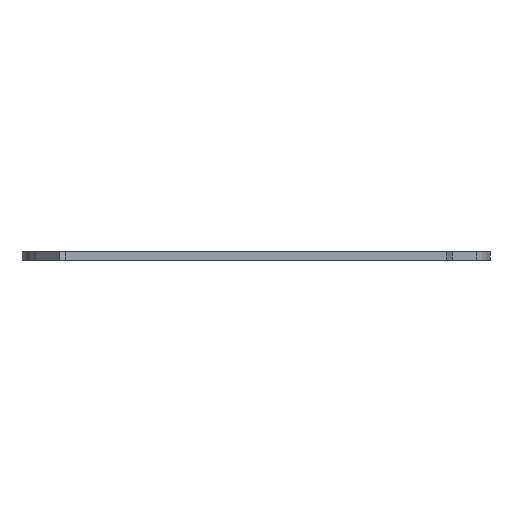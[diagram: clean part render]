
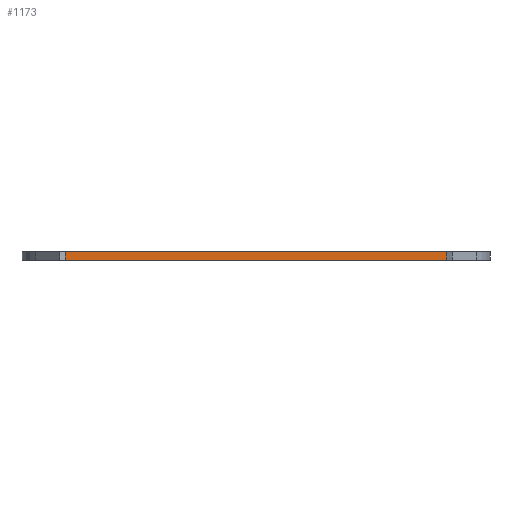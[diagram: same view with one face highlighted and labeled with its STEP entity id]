
A CAD part, front view. The second image highlights one B-rep face of the part: STEP entity #1173.
In plain terms, the highlighted planar face has unit normal (0, -1, 0).
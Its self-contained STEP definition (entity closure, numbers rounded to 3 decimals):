
#213=CARTESIAN_POINT('',(37.547,-107.144,-6.65));
#214=VERTEX_POINT('',#213);
#224=CARTESIAN_POINT('',(37.547,-107.144,-8.25));
#225=VERTEX_POINT('',#224);
#226=CARTESIAN_POINT('',(37.547,-107.144,-8.25));
#227=DIRECTION('',(0.0,0.0,1.0));
#228=VECTOR('',#227,1.6);
#229=LINE('',#226,#228);
#230=EDGE_CURVE('',#225,#214,#229,.T.);
#744=CARTESIAN_POINT('',(-37.547,-107.144,-6.65));
#745=VERTEX_POINT('',#744);
#763=CARTESIAN_POINT('',(-37.547,-107.144,-8.25));
#764=VERTEX_POINT('',#763);
#772=CARTESIAN_POINT('',(-37.547,-107.144,-8.25));
#773=DIRECTION('',(0.0,0.0,1.0));
#774=VECTOR('',#773,1.6);
#775=LINE('',#772,#774);
#776=EDGE_CURVE('',#764,#745,#775,.T.);
#1152=CARTESIAN_POINT('',(0.,-107.144,-8.25));
#1153=DIRECTION('',(0.,-1.0,0.0));
#1154=DIRECTION('',(0.0,0.0,-1.0));
#1155=AXIS2_PLACEMENT_3D('',#1152,#1153,#1154);
#1156=PLANE('',#1155);
#1157=CARTESIAN_POINT('',(37.547,-107.144,-6.65));
#1158=DIRECTION('',(-1.0,0.,0.0));
#1159=VECTOR('',#1158,75.093);
#1160=LINE('',#1157,#1159);
#1161=EDGE_CURVE('',#214,#745,#1160,.T.);
#1162=ORIENTED_EDGE('',*,*,#1161,.T.);
#1163=ORIENTED_EDGE('',*,*,#776,.F.);
#1164=CARTESIAN_POINT('',(37.547,-107.144,-8.25));
#1165=DIRECTION('',(-1.0,0.,0.0));
#1166=VECTOR('',#1165,75.093);
#1167=LINE('',#1164,#1166);
#1168=EDGE_CURVE('',#225,#764,#1167,.T.);
#1169=ORIENTED_EDGE('',*,*,#1168,.F.);
#1170=ORIENTED_EDGE('',*,*,#230,.T.);
#1171=EDGE_LOOP('',(#1162,#1163,#1169,#1170));
#1172=FACE_OUTER_BOUND('',#1171,.T.);
#1173=ADVANCED_FACE('',(#1172),#1156,.T.);
